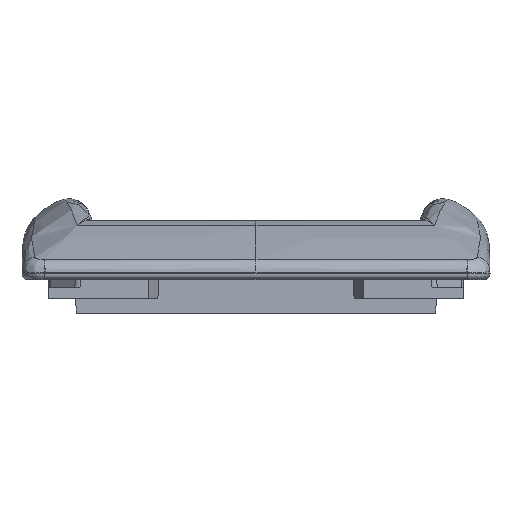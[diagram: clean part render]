
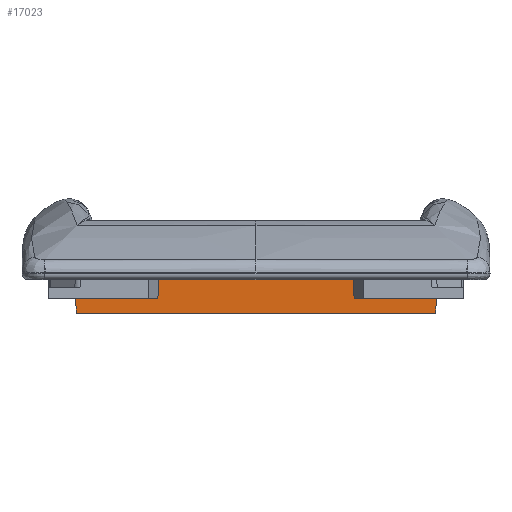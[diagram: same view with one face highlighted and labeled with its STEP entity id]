
A CAD part, front view. The second image highlights one B-rep face of the part: STEP entity #17023.
In plain terms, the highlighted planar face has unit normal (0, -1, -0.009).
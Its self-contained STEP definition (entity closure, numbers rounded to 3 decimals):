
#302 = VERTEX_POINT ( 'NONE', #8246 ) ;
#511 = ORIENTED_EDGE ( 'NONE', *, *, #3076, .T. ) ;
#1261 = VERTEX_POINT ( 'NONE', #21025 ) ;
#2441 = EDGE_LOOP ( 'NONE', ( #26276, #11251, #17010, #24464, #16432, #22283, #511, #21452 ) ) ;
#2637 = EDGE_CURVE ( 'NONE', #2949, #25124, #11705, .T. ) ;
#2797 = EDGE_CURVE ( 'NONE', #2949, #4976, #11113, .T. ) ;
#2870 = EDGE_CURVE ( 'NONE', #17887, #4976, #10854, .T. ) ;
#2910 = EDGE_CURVE ( 'NONE', #17887, #302, #10769, .T. ) ;
#2949 = VERTEX_POINT ( 'NONE', #20134 ) ;
#2998 = EDGE_CURVE ( 'NONE', #7393, #302, #11038, .T. ) ;
#3004 = EDGE_CURVE ( 'NONE', #21403, #7393, #10701, .T. ) ;
#3076 = EDGE_CURVE ( 'NONE', #21403, #1261, #10379, .T. ) ;
#3160 = EDGE_CURVE ( 'NONE', #1261, #25124, #10223, .T. ) ;
#4976 = VERTEX_POINT ( 'NONE', #20384 ) ;
#7393 = VERTEX_POINT ( 'NONE', #24870 ) ;
#8246 = CARTESIAN_POINT ( 'NONE',  ( 13.69, -32.5, -5. ) ) ;
#10107 = FACE_OUTER_BOUND ( 'NONE', #2441, .T. ) ;
#10203 = CARTESIAN_POINT ( 'NONE',  ( -13.671, -32.526, -2. ) ) ;
#10223 = LINE ( 'NONE', #13615, #10561 ) ;
#10361 = VECTOR ( 'NONE', #17214, 1000. ) ;
#10379 = LINE ( 'NONE', #18827, #10361 ) ;
#10541 = VECTOR ( 'NONE', #19448, 1000. ) ;
#10561 = VECTOR ( 'NONE', #16856, 1000. ) ;
#10564 = VECTOR ( 'NONE', #19419, 1000. ) ;
#10626 = DIRECTION ( 'NONE',  ( 0., 0.009, -1. ) ) ;
#10701 = LINE ( 'NONE', #19531, #10541 ) ;
#10722 = VECTOR ( 'NONE', #20182, 1000. ) ;
#10769 = LINE ( 'NONE', #20220, #10722 ) ;
#10854 = LINE ( 'NONE', #21305, #10948 ) ;
#10948 = VECTOR ( 'NONE', #20432, 1000. ) ;
#10984 = VECTOR ( 'NONE', #21737, 1000. ) ;
#11038 = LINE ( 'NONE', #19479, #10564 ) ;
#11113 = LINE ( 'NONE', #21830, #10984 ) ;
#11251 = ORIENTED_EDGE ( 'NONE', *, *, #2797, .T. ) ;
#11469 = VECTOR ( 'NONE', #25319, 1000. ) ;
#11705 = LINE ( 'NONE', #25405, #11469 ) ;
#13615 = CARTESIAN_POINT ( 'NONE',  ( 0., -32.5, -5. ) ) ;
#14750 = PLANE ( 'NONE',  #26840 ) ;
#15322 = CARTESIAN_POINT ( 'NONE',  ( 25.15, -32.5, -5. ) ) ;
#16432 = ORIENTED_EDGE ( 'NONE', *, *, #2998, .F. ) ;
#16856 = DIRECTION ( 'NONE',  ( -1., 0., 0. ) ) ;
#17010 = ORIENTED_EDGE ( 'NONE', *, *, #2870, .F. ) ;
#17023 = ADVANCED_FACE ( 'NONE', ( #10107 ), #14750, .T. ) ;
#17214 = DIRECTION ( 'NONE',  ( -0.006, 0.009, -1. ) ) ;
#17887 = VERTEX_POINT ( 'NONE', #15322 ) ;
#18827 = CARTESIAN_POINT ( 'NONE',  ( -13.671, -32.526, -2. ) ) ;
#19419 = DIRECTION ( 'NONE',  ( 0.006, 0.009, -1. ) ) ;
#19448 = DIRECTION ( 'NONE',  ( 1., 0., 0. ) ) ;
#19479 = CARTESIAN_POINT ( 'NONE',  ( 13.671, -32.526, -2. ) ) ;
#19531 = CARTESIAN_POINT ( 'NONE',  ( 0., -32.526, -2. ) ) ;
#20134 = CARTESIAN_POINT ( 'NONE',  ( -25.132, -32.482, -7.05 ) ) ;
#20182 = DIRECTION ( 'NONE',  ( -1., 0., 0. ) ) ;
#20220 = CARTESIAN_POINT ( 'NONE',  ( 0., -32.5, -5. ) ) ;
#20384 = CARTESIAN_POINT ( 'NONE',  ( 25.132, -32.482, -7.05 ) ) ;
#20432 = DIRECTION ( 'NONE',  ( -0.009, 0.009, -1. ) ) ;
#20964 = CARTESIAN_POINT ( 'NONE',  ( 0., -32.5, -5. ) ) ;
#21025 = CARTESIAN_POINT ( 'NONE',  ( -13.69, -32.5, -5. ) ) ;
#21305 = CARTESIAN_POINT ( 'NONE',  ( 25.15, -32.5, -5. ) ) ;
#21403 = VERTEX_POINT ( 'NONE', #10203 ) ;
#21452 = ORIENTED_EDGE ( 'NONE', *, *, #3160, .T. ) ;
#21737 = DIRECTION ( 'NONE',  ( 1., 0., 0. ) ) ;
#21830 = CARTESIAN_POINT ( 'NONE',  ( 0., -32.482, -7.05 ) ) ;
#22283 = ORIENTED_EDGE ( 'NONE', *, *, #3004, .F. ) ;
#23023 = DIRECTION ( 'NONE',  ( 0., -1., -0.009 ) ) ;
#23607 = CARTESIAN_POINT ( 'NONE',  ( -25.15, -32.5, -5. ) ) ;
#24464 = ORIENTED_EDGE ( 'NONE', *, *, #2910, .T. ) ;
#24870 = CARTESIAN_POINT ( 'NONE',  ( 13.671, -32.526, -2. ) ) ;
#25124 = VERTEX_POINT ( 'NONE', #23607 ) ;
#25319 = DIRECTION ( 'NONE',  ( -0.009, -0.009, 1. ) ) ;
#25405 = CARTESIAN_POINT ( 'NONE',  ( -25.071, -32.421, -14. ) ) ;
#26276 = ORIENTED_EDGE ( 'NONE', *, *, #2637, .F. ) ;
#26840 = AXIS2_PLACEMENT_3D ( 'NONE', #20964, #23023, #10626 ) ;
